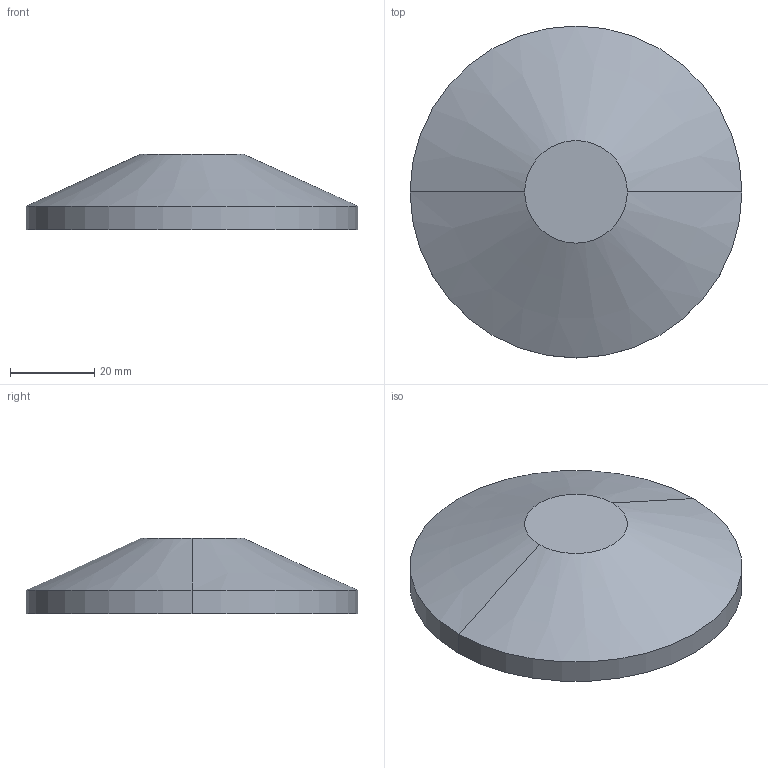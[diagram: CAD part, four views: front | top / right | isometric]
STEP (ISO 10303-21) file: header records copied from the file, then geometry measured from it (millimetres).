
FILE_DESCRIPTION(('STEP AP214'),'1');
FILE_NAME('cctmp_555E3E5E-ADEB-4610-9EC7-F28BFE959E45_2020_1_15_7_50_32_720..stp','2020-01-15T06:50:32',('Bosch Rexroth AG'),('CADClick - www.CADClick.com'),'Spatial InterOp 3D',' ','unknown authorization - (Healing Option Enabled)');
FILE_SCHEMA(('AUTOMOTIVE_DESIGN'));
Length unit declared in the file: millimetre
Products named in the file (1): 2020_01_15__07-50-32-720
Bounding box: 79 x 79 x 18 mm (x, y, z)
Volume: 56002.5 mm3; surface area: 11636 mm2
Topology: 1 solids, 1 shells, 6 faces, 10 edges, 6 vertices
Faces by surface type: cylinder 2, cone 2, plane 2
Entity records: 216 total; most frequent: DIRECTION 30, CARTESIAN_POINT 23, ORIENTED_EDGE 20, AXIS2_PLACEMENT_3D 13, EDGE_CURVE 10, STYLED_ITEM 7, PRESENTATION_STYLE_ASSIGNMENT 7, SURFACE_STYLE_USAGE 7
